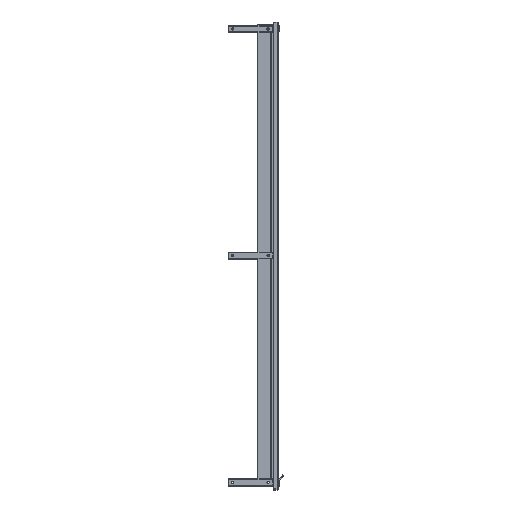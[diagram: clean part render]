
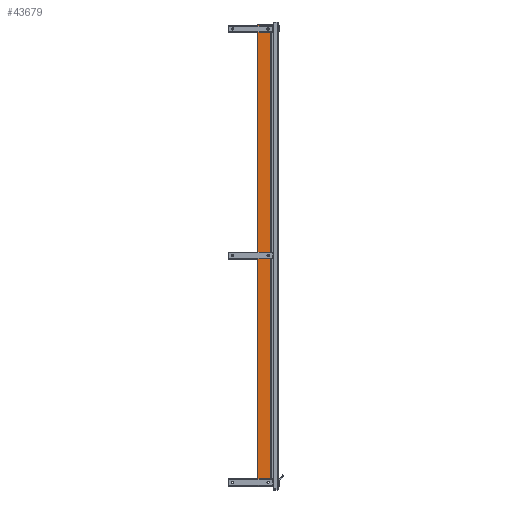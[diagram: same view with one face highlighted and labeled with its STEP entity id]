
A CAD part, top view. The second image highlights one B-rep face of the part: STEP entity #43679.
In plain terms, the highlighted face is planar.
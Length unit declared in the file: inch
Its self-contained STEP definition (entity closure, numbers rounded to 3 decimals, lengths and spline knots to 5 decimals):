
#518 = CARTESIAN_POINT ( 'NONE',  ( -34.007, 1.248, 28. ) ) ;
#624 = AXIS2_PLACEMENT_3D ( 'NONE', #9413, #46646, #35958 ) ;
#1099 = CARTESIAN_POINT ( 'NONE',  ( -34.007, 0.95, 28.5 ) ) ;
#1752 = DIRECTION ( 'NONE',  ( 0., 0., 1. ) ) ;
#2052 = CARTESIAN_POINT ( 'NONE',  ( -34.007, 1.248, -28. ) ) ;
#2076 = ORIENTED_EDGE ( 'NONE', *, *, #22009, .T. ) ;
#2086 = EDGE_CURVE ( 'NONE', #20154, #42768, #34166, .T. ) ;
#2583 = CIRCLE ( 'NONE', #13414, 0.156 ) ;
#2702 = ORIENTED_EDGE ( 'NONE', *, *, #44658, .T. ) ;
#3067 = CIRCLE ( 'NONE', #38866, 0.156 ) ;
#3179 = CARTESIAN_POINT ( 'NONE',  ( -34.007, 1.248, 0.156 ) ) ;
#3874 = LINE ( 'NONE', #20677, #44030 ) ;
#3936 = VERTEX_POINT ( 'NONE', #36051 ) ;
#4120 = DIRECTION ( 'NONE',  ( 0., 1., 0. ) ) ;
#4359 = CARTESIAN_POINT ( 'NONE',  ( -34.007, 2.186, -28.156 ) ) ;
#5203 = VERTEX_POINT ( 'NONE', #8924 ) ;
#5607 = EDGE_CURVE ( 'NONE', #21455, #24331, #23276, .T. ) ;
#5984 = DIRECTION ( 'NONE',  ( 0., 0., 1. ) ) ;
#6007 = CIRCLE ( 'NONE', #25880, 0.156 ) ;
#6163 = CARTESIAN_POINT ( 'NONE',  ( -34.007, 1.248, -28.156 ) ) ;
#6810 = CARTESIAN_POINT ( 'NONE',  ( -34.007, 2.186, 0.156 ) ) ;
#6890 = DIRECTION ( 'NONE',  ( 0., 0., 1. ) ) ;
#7654 = VERTEX_POINT ( 'NONE', #42673 ) ;
#7993 = CARTESIAN_POINT ( 'NONE',  ( -34.007, 1.248, -27.844 ) ) ;
#8004 = CARTESIAN_POINT ( 'NONE',  ( -34.007, 2.186, 27.844 ) ) ;
#8016 = VECTOR ( 'NONE', #45539, 39.37008 ) ;
#8172 = LINE ( 'NONE', #35921, #44755 ) ;
#8252 = EDGE_CURVE ( 'NONE', #24331, #7654, #8710, .T. ) ;
#8459 = CARTESIAN_POINT ( 'NONE',  ( -34.007, 2.592, -28.5 ) ) ;
#8668 = FACE_BOUND ( 'NONE', #32171, .T. ) ;
#8710 = CIRCLE ( 'NONE', #624, 0.156 ) ;
#8924 = CARTESIAN_POINT ( 'NONE',  ( -34.007, 1.248, -27.844 ) ) ;
#9400 = DIRECTION ( 'NONE',  ( 1., 0., 0. ) ) ;
#9413 = CARTESIAN_POINT ( 'NONE',  ( -34.007, 2.186, 28. ) ) ;
#9825 = CIRCLE ( 'NONE', #27735, 0.156 ) ;
#10978 = VERTEX_POINT ( 'NONE', #46764 ) ;
#12142 = VECTOR ( 'NONE', #4120, 39.37008 ) ;
#12703 = DIRECTION ( 'NONE',  ( 1., 0., 0. ) ) ;
#13414 = AXIS2_PLACEMENT_3D ( 'NONE', #518, #12703, #30240 ) ;
#13734 = CARTESIAN_POINT ( 'NONE',  ( -34.007, 2.186, 27.844 ) ) ;
#14284 = CARTESIAN_POINT ( 'NONE',  ( -34.007, 1.248, 0. ) ) ;
#14332 = ORIENTED_EDGE ( 'NONE', *, *, #22244, .T. ) ;
#14392 = CARTESIAN_POINT ( 'NONE',  ( -34.007, 2.186, 0. ) ) ;
#14429 = VECTOR ( 'NONE', #22689, 39.37008 ) ;
#14517 = FACE_BOUND ( 'NONE', #22667, .T. ) ;
#14667 = EDGE_CURVE ( 'NONE', #37836, #44038, #8172, .T. ) ;
#15357 = VECTOR ( 'NONE', #18101, 39.37008 ) ;
#15428 = DIRECTION ( 'NONE',  ( 0., 0., -1. ) ) ;
#15662 = CARTESIAN_POINT ( 'NONE',  ( -34.007, 0.95, -28.5 ) ) ;
#15884 = ORIENTED_EDGE ( 'NONE', *, *, #8252, .T. ) ;
#16227 = LINE ( 'NONE', #22845, #14429 ) ;
#16372 = EDGE_CURVE ( 'NONE', #29017, #37836, #9825, .T. ) ;
#18101 = DIRECTION ( 'NONE',  ( 0., 1., 0. ) ) ;
#18133 = DIRECTION ( 'NONE',  ( 1., 0., 0. ) ) ;
#18178 = VERTEX_POINT ( 'NONE', #39038 ) ;
#18180 = DIRECTION ( 'NONE',  ( 0., 0., 1. ) ) ;
#18266 = EDGE_LOOP ( 'NONE', ( #41976, #2076, #26656, #43724 ) ) ;
#18269 = CIRCLE ( 'NONE', #32021, 0.156 ) ;
#18403 = DIRECTION ( 'NONE',  ( 0., 1., 0. ) ) ;
#18663 = CARTESIAN_POINT ( 'NONE',  ( -34.007, 1.248, -0.156 ) ) ;
#19613 = EDGE_LOOP ( 'NONE', ( #20444, #30394, #23785, #42154 ) ) ;
#19634 = CARTESIAN_POINT ( 'NONE',  ( -34.007, 2.592, -28.5 ) ) ;
#19911 = ORIENTED_EDGE ( 'NONE', *, *, #14667, .T. ) ;
#20154 = VERTEX_POINT ( 'NONE', #15662 ) ;
#20444 = ORIENTED_EDGE ( 'NONE', *, *, #2086, .F. ) ;
#20677 = CARTESIAN_POINT ( 'NONE',  ( -34.007, 1.248, 28.156 ) ) ;
#21253 = ORIENTED_EDGE ( 'NONE', *, *, #5607, .T. ) ;
#21455 = VERTEX_POINT ( 'NONE', #33911 ) ;
#21951 = VECTOR ( 'NONE', #18403, 39.37008 ) ;
#21958 = EDGE_CURVE ( 'NONE', #31221, #10978, #16227, .T. ) ;
#22009 = EDGE_CURVE ( 'NONE', #3936, #5203, #26088, .T. ) ;
#22244 = EDGE_CURVE ( 'NONE', #7654, #18178, #3874, .T. ) ;
#22667 = EDGE_LOOP ( 'NONE', ( #14332, #27616, #21253, #15884 ) ) ;
#22689 = DIRECTION ( 'NONE',  ( 0., 1., 0. ) ) ;
#22845 = CARTESIAN_POINT ( 'NONE',  ( -34.007, 2.592, 28.5 ) ) ;
#23276 = LINE ( 'NONE', #8004, #12142 ) ;
#23688 = EDGE_CURVE ( 'NONE', #10978, #42768, #28015, .T. ) ;
#23785 = ORIENTED_EDGE ( 'NONE', *, *, #21958, .T. ) ;
#24125 = CARTESIAN_POINT ( 'NONE',  ( -34.007, 2.186, -28. ) ) ;
#24239 = AXIS2_PLACEMENT_3D ( 'NONE', #19634, #45790, #15428 ) ;
#24331 = VERTEX_POINT ( 'NONE', #13734 ) ;
#24849 = VERTEX_POINT ( 'NONE', #6163 ) ;
#25129 = ORIENTED_EDGE ( 'NONE', *, *, #30469, .T. ) ;
#25675 = DIRECTION ( 'NONE',  ( 1., 0., 0. ) ) ;
#25880 = AXIS2_PLACEMENT_3D ( 'NONE', #24125, #9400, #5984 ) ;
#26088 = LINE ( 'NONE', #7993, #8016 ) ;
#26524 = DIRECTION ( 'NONE',  ( 0., 1., 0. ) ) ;
#26656 = ORIENTED_EDGE ( 'NONE', *, *, #30844, .T. ) ;
#26972 = PLANE ( 'NONE',  #24239 ) ;
#27301 = FACE_BOUND ( 'NONE', #18266, .T. ) ;
#27438 = EDGE_CURVE ( 'NONE', #24849, #40051, #37811, .T. ) ;
#27616 = ORIENTED_EDGE ( 'NONE', *, *, #41157, .T. ) ;
#27735 = AXIS2_PLACEMENT_3D ( 'NONE', #14392, #18133, #6890 ) ;
#27913 = DIRECTION ( 'NONE',  ( 0., 0., 1. ) ) ;
#28015 = LINE ( 'NONE', #38681, #46089 ) ;
#29017 = VERTEX_POINT ( 'NONE', #29535 ) ;
#29535 = CARTESIAN_POINT ( 'NONE',  ( -34.007, 2.186, -0.156 ) ) ;
#30240 = DIRECTION ( 'NONE',  ( 0., 0., 1. ) ) ;
#30263 = ORIENTED_EDGE ( 'NONE', *, *, #16372, .T. ) ;
#30394 = ORIENTED_EDGE ( 'NONE', *, *, #36035, .T. ) ;
#30469 = EDGE_CURVE ( 'NONE', #44038, #36456, #18269, .T. ) ;
#30844 = EDGE_CURVE ( 'NONE', #5203, #24849, #3067, .T. ) ;
#31221 = VERTEX_POINT ( 'NONE', #1099 ) ;
#31315 = DIRECTION ( 'NONE',  ( 1., 0., 0. ) ) ;
#31834 = DIRECTION ( 'NONE',  ( 0., -1., 0. ) ) ;
#32021 = AXIS2_PLACEMENT_3D ( 'NONE', #14284, #25675, #18180 ) ;
#32171 = EDGE_LOOP ( 'NONE', ( #25129, #2702, #30263, #19911 ) ) ;
#33397 = LINE ( 'NONE', #48125, #15357 ) ;
#33844 = CARTESIAN_POINT ( 'NONE',  ( -34.007, 2.186, -28.156 ) ) ;
#33911 = CARTESIAN_POINT ( 'NONE',  ( -34.007, 1.248, 27.844 ) ) ;
#34166 = LINE ( 'NONE', #43746, #21951 ) ;
#34306 = FACE_OUTER_BOUND ( 'NONE', #19613, .T. ) ;
#35080 = CARTESIAN_POINT ( 'NONE',  ( -34.007, 0.95, -28.5 ) ) ;
#35921 = CARTESIAN_POINT ( 'NONE',  ( -34.007, 1.248, 0.156 ) ) ;
#35958 = DIRECTION ( 'NONE',  ( 0., 0., 1. ) ) ;
#36035 = EDGE_CURVE ( 'NONE', #20154, #31221, #42801, .T. ) ;
#36051 = CARTESIAN_POINT ( 'NONE',  ( -34.007, 2.186, -27.844 ) ) ;
#36456 = VERTEX_POINT ( 'NONE', #18663 ) ;
#37811 = LINE ( 'NONE', #33844, #40723 ) ;
#37836 = VERTEX_POINT ( 'NONE', #6810 ) ;
#38681 = CARTESIAN_POINT ( 'NONE',  ( -34.007, 2.592, -28.5 ) ) ;
#38866 = AXIS2_PLACEMENT_3D ( 'NONE', #2052, #31315, #1752 ) ;
#39038 = CARTESIAN_POINT ( 'NONE',  ( -34.007, 1.248, 28.156 ) ) ;
#40051 = VERTEX_POINT ( 'NONE', #4359 ) ;
#40723 = VECTOR ( 'NONE', #26524, 39.37008 ) ;
#41064 = VECTOR ( 'NONE', #27913, 39.37008 ) ;
#41157 = EDGE_CURVE ( 'NONE', #18178, #21455, #2583, .T. ) ;
#41383 = EDGE_CURVE ( 'NONE', #40051, #3936, #6007, .T. ) ;
#41976 = ORIENTED_EDGE ( 'NONE', *, *, #41383, .T. ) ;
#42154 = ORIENTED_EDGE ( 'NONE', *, *, #23688, .T. ) ;
#42572 = DIRECTION ( 'NONE',  ( 0., 0., -1. ) ) ;
#42673 = CARTESIAN_POINT ( 'NONE',  ( -34.007, 2.186, 28.156 ) ) ;
#42768 = VERTEX_POINT ( 'NONE', #8459 ) ;
#42777 = DIRECTION ( 'NONE',  ( 0., -1., 0. ) ) ;
#42801 = LINE ( 'NONE', #35080, #41064 ) ;
#43679 = ADVANCED_FACE ( 'NONE', ( #34306, #27301, #14517, #8668 ), #26972, .T. ) ;
#43724 = ORIENTED_EDGE ( 'NONE', *, *, #27438, .T. ) ;
#43746 = CARTESIAN_POINT ( 'NONE',  ( -34.007, 0.484, -28.5 ) ) ;
#44030 = VECTOR ( 'NONE', #42777, 39.37008 ) ;
#44038 = VERTEX_POINT ( 'NONE', #3179 ) ;
#44658 = EDGE_CURVE ( 'NONE', #36456, #29017, #33397, .T. ) ;
#44755 = VECTOR ( 'NONE', #31834, 39.37008 ) ;
#45539 = DIRECTION ( 'NONE',  ( 0., -1., 0. ) ) ;
#45790 = DIRECTION ( 'NONE',  ( -1., 0., 0. ) ) ;
#46089 = VECTOR ( 'NONE', #42572, 39.37008 ) ;
#46646 = DIRECTION ( 'NONE',  ( 1., 0., 0. ) ) ;
#46764 = CARTESIAN_POINT ( 'NONE',  ( -34.007, 2.592, 28.5 ) ) ;
#48125 = CARTESIAN_POINT ( 'NONE',  ( -34.007, 2.186, -0.156 ) ) ;
